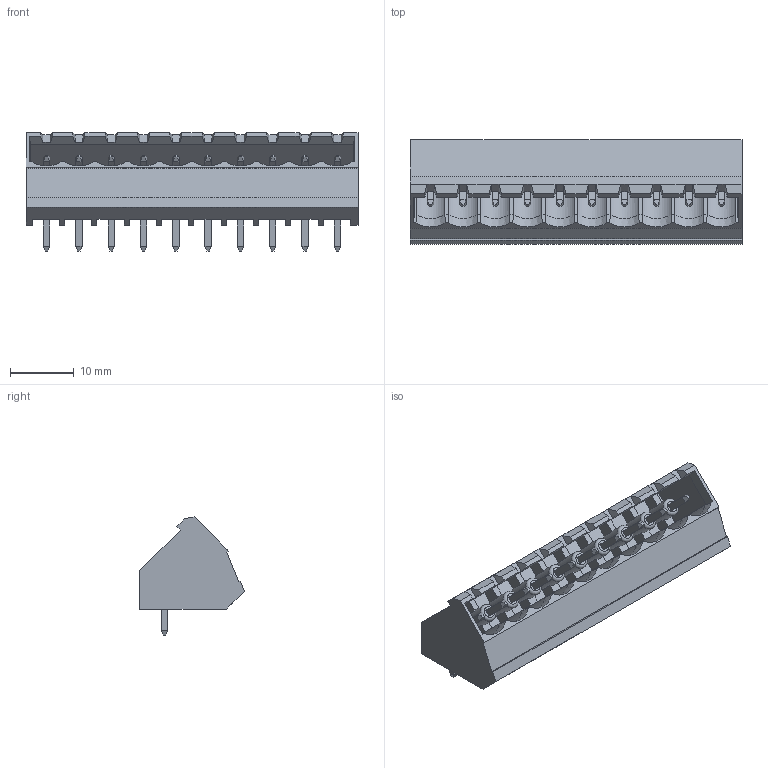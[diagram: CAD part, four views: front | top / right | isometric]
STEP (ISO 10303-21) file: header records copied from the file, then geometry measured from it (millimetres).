
FILE_DESCRIPTION( ( 'Unknown' ), '1' );
FILE_NAME( '691314520110.stp', 'Unknown', ( 'Unknown' ), ( 'Unknown' ), 'PSStep 15.0.49', 'Unknown', ' ' );
FILE_SCHEMA( ( 'AUTOMOTIVE_DESIGN { 1 0 10303 214 1 1 1 1 }' ) );
Length unit declared in the file: millimetre
Products named in the file (3): Assem1; 6913145201xx_PIN; 691314520110
Assembly tree (11 placements, depth 2):
  Assem1
    6913145201xx_PIN  x10
    691314520110
Bounding box: 52.2 x 16.5 x 18.6 mm (x, y, z)
Volume: 3273.5 mm3; surface area: 7340.2 mm2
Topology: 11 solids, 11 shells, 596 faces, 1618 edges, 1034 vertices
Faces by surface type: plane 556, cylinder 20, cone 10, torus 10
Full cylindrical faces by diameter (mm): 2.75 x10
Entity records: 18322 total; most frequent: CARTESIAN_POINT 2740, ORIENTED_EDGE 2564, DIRECTION 2320, EDGE_CURVE 1282, LINE 1112, VECTOR 1112, VERTEX_POINT 844, AXIS2_PLACEMENT_3D 604
